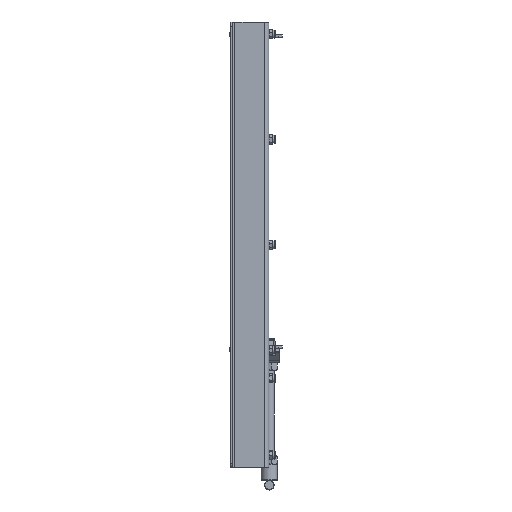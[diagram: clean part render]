
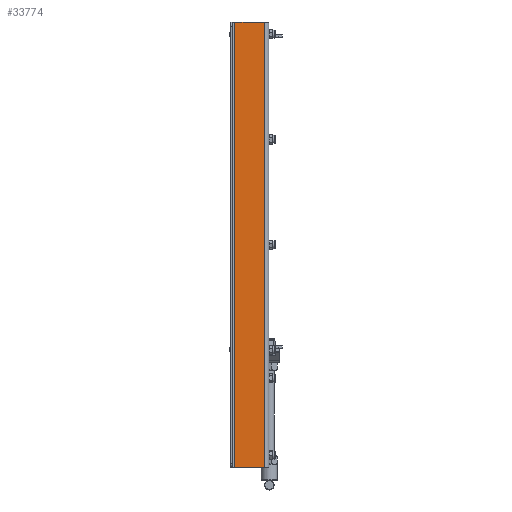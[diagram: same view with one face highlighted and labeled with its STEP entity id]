
A CAD part, left-side view. The second image highlights one B-rep face of the part: STEP entity #33774.
In plain terms, the highlighted planar face has unit normal (-1, 0, 0).
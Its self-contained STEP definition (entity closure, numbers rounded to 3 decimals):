
#867 = ORIENTED_EDGE ( 'NONE', *, *, #33991, .T. ) ;
#1167 = FACE_OUTER_BOUND ( 'NONE', #22789, .T. ) ;
#5287 = CARTESIAN_POINT ( 'NONE',  ( -1.5, 22.5, -275. ) ) ;
#5973 = VERTEX_POINT ( 'NONE', #7056 ) ;
#7052 = CARTESIAN_POINT ( 'NONE',  ( -1.5, -18., 275. ) ) ;
#7056 = CARTESIAN_POINT ( 'NONE',  ( -1.5, 18., -275. ) ) ;
#9292 = PLANE ( 'NONE',  #22588 ) ;
#9859 = LINE ( 'NONE', #18109, #16649 ) ;
#15482 = DIRECTION ( 'NONE',  ( 0., 0., -1. ) ) ;
#16649 = VECTOR ( 'NONE', #29481, 1000. ) ;
#16717 = VERTEX_POINT ( 'NONE', #33493 ) ;
#17808 = VERTEX_POINT ( 'NONE', #21173 ) ;
#18109 = CARTESIAN_POINT ( 'NONE',  ( -1.5, 22.5, 275. ) ) ;
#19949 = CARTESIAN_POINT ( 'NONE',  ( -1.5, -18., 275. ) ) ;
#20506 = LINE ( 'NONE', #5287, #20847 ) ;
#20736 = DIRECTION ( 'NONE',  ( 1., 0., 0. ) ) ;
#20847 = VECTOR ( 'NONE', #34515, 1000. ) ;
#21173 = CARTESIAN_POINT ( 'NONE',  ( -1.5, -18., -275. ) ) ;
#21924 = VECTOR ( 'NONE', #22824, 1000. ) ;
#22588 = AXIS2_PLACEMENT_3D ( 'NONE', #30030, #20736, #15482 ) ;
#22789 = EDGE_LOOP ( 'NONE', ( #27675, #29297, #867, #29587 ) ) ;
#22824 = DIRECTION ( 'NONE',  ( 0., 0., 1. ) ) ;
#25778 = LINE ( 'NONE', #19949, #26765 ) ;
#26765 = VECTOR ( 'NONE', #29237, 1000. ) ;
#27348 = VERTEX_POINT ( 'NONE', #7052 ) ;
#27675 = ORIENTED_EDGE ( 'NONE', *, *, #33730, .F. ) ;
#27871 = EDGE_CURVE ( 'NONE', #27348, #17808, #25778, .T. ) ;
#28561 = CARTESIAN_POINT ( 'NONE',  ( -1.5, 18., 275. ) ) ;
#29237 = DIRECTION ( 'NONE',  ( 0., 0., -1. ) ) ;
#29297 = ORIENTED_EDGE ( 'NONE', *, *, #31490, .F. ) ;
#29481 = DIRECTION ( 'NONE',  ( 0., -1., 0. ) ) ;
#29587 = ORIENTED_EDGE ( 'NONE', *, *, #27871, .F. ) ;
#30030 = CARTESIAN_POINT ( 'NONE',  ( -1.5, 22.5, 275. ) ) ;
#31390 = LINE ( 'NONE', #28561, #21924 ) ;
#31490 = EDGE_CURVE ( 'NONE', #5973, #16717, #31390, .T. ) ;
#33493 = CARTESIAN_POINT ( 'NONE',  ( -1.5, 18., 275. ) ) ;
#33730 = EDGE_CURVE ( 'NONE', #16717, #27348, #9859, .T. ) ;
#33774 = ADVANCED_FACE ( 'NONE', ( #1167 ), #9292, .F. ) ;
#33991 = EDGE_CURVE ( 'NONE', #5973, #17808, #20506, .T. ) ;
#34515 = DIRECTION ( 'NONE',  ( 0., -1., 0. ) ) ;
